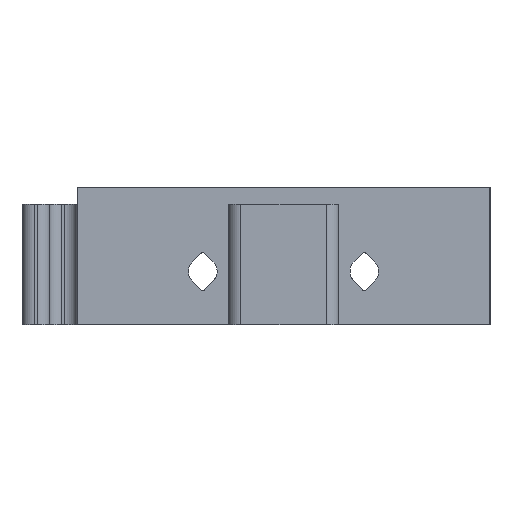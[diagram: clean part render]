
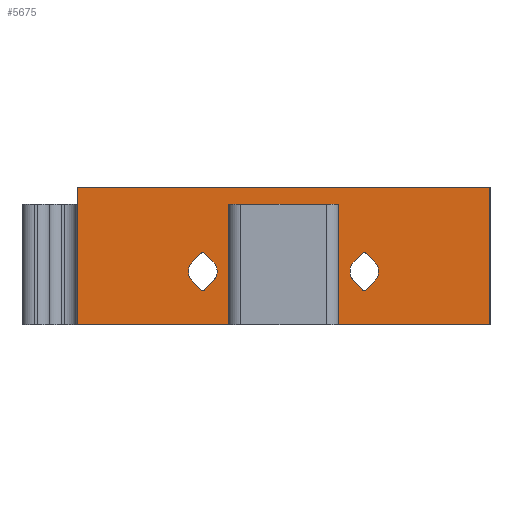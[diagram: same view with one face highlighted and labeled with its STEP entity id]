
A CAD part, left-side view. The second image highlights one B-rep face of the part: STEP entity #5675.
In plain terms, the highlighted planar face has unit normal (-1, 0, 0).
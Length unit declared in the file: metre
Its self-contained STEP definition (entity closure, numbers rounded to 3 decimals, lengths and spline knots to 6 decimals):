
#255=CIRCLE('',#6042,0.002075);
#256=CIRCLE('',#6043,0.0004);
#257=CIRCLE('',#6044,0.002075);
#258=CIRCLE('',#6045,0.0004);
#259=CIRCLE('',#6046,0.002075);
#260=CIRCLE('',#6047,0.0004);
#261=CIRCLE('',#6048,0.002075);
#262=CIRCLE('',#6049,0.0004);
#620=ORIENTED_EDGE('',*,*,#2408,.F.);
#621=ORIENTED_EDGE('',*,*,#2409,.F.);
#622=ORIENTED_EDGE('',*,*,#2410,.F.);
#623=ORIENTED_EDGE('',*,*,#2411,.F.);
#624=ORIENTED_EDGE('',*,*,#2412,.T.);
#625=ORIENTED_EDGE('',*,*,#2413,.F.);
#626=ORIENTED_EDGE('',*,*,#2414,.T.);
#627=ORIENTED_EDGE('',*,*,#2415,.F.);
#628=ORIENTED_EDGE('',*,*,#2416,.F.);
#629=ORIENTED_EDGE('',*,*,#2417,.F.);
#630=ORIENTED_EDGE('',*,*,#2418,.F.);
#631=ORIENTED_EDGE('',*,*,#2419,.F.);
#632=ORIENTED_EDGE('',*,*,#2420,.T.);
#633=ORIENTED_EDGE('',*,*,#2421,.F.);
#634=ORIENTED_EDGE('',*,*,#2422,.T.);
#635=ORIENTED_EDGE('',*,*,#2423,.F.);
#636=ORIENTED_EDGE('',*,*,#2341,.F.);
#637=ORIENTED_EDGE('',*,*,#2424,.T.);
#638=ORIENTED_EDGE('',*,*,#2286,.T.);
#639=ORIENTED_EDGE('',*,*,#2425,.T.);
#640=ORIENTED_EDGE('',*,*,#2357,.F.);
#641=ORIENTED_EDGE('',*,*,#2426,.F.);
#642=ORIENTED_EDGE('',*,*,#2427,.F.);
#643=ORIENTED_EDGE('',*,*,#2428,.T.);
#2286=EDGE_CURVE('',#3180,#3181,#3778,.F.);
#2341=EDGE_CURVE('',#3234,#3236,#3807,.F.);
#2357=EDGE_CURVE('',#3251,#3252,#3815,.F.);
#2408=EDGE_CURVE('',#3302,#3303,#3842,.T.);
#2409=EDGE_CURVE('',#3304,#3302,#255,.T.);
#2410=EDGE_CURVE('',#3305,#3304,#3843,.T.);
#2411=EDGE_CURVE('',#3306,#3305,#256,.T.);
#2412=EDGE_CURVE('',#3306,#3307,#3844,.T.);
#2413=EDGE_CURVE('',#3308,#3307,#257,.T.);
#2414=EDGE_CURVE('',#3308,#3309,#3845,.T.);
#2415=EDGE_CURVE('',#3303,#3309,#258,.T.);
#2416=EDGE_CURVE('',#3310,#3311,#3846,.T.);
#2417=EDGE_CURVE('',#3312,#3310,#259,.T.);
#2418=EDGE_CURVE('',#3313,#3312,#3847,.T.);
#2419=EDGE_CURVE('',#3314,#3313,#260,.T.);
#2420=EDGE_CURVE('',#3314,#3315,#3848,.T.);
#2421=EDGE_CURVE('',#3316,#3315,#261,.T.);
#2422=EDGE_CURVE('',#3316,#3317,#3849,.T.);
#2423=EDGE_CURVE('',#3311,#3317,#262,.T.);
#2424=EDGE_CURVE('',#3234,#3180,#3850,.T.);
#2425=EDGE_CURVE('',#3181,#3252,#3851,.T.);
#2426=EDGE_CURVE('',#3318,#3251,#3852,.T.);
#2427=EDGE_CURVE('',#3319,#3318,#3853,.F.);
#2428=EDGE_CURVE('',#3319,#3236,#3854,.F.);
#3180=VERTEX_POINT('',#7824);
#3181=VERTEX_POINT('',#7825);
#3234=VERTEX_POINT('',#7979);
#3236=VERTEX_POINT('',#7982);
#3251=VERTEX_POINT('',#8012);
#3252=VERTEX_POINT('',#8014);
#3302=VERTEX_POINT('',#8116);
#3303=VERTEX_POINT('',#8117);
#3304=VERTEX_POINT('',#8119);
#3305=VERTEX_POINT('',#8121);
#3306=VERTEX_POINT('',#8123);
#3307=VERTEX_POINT('',#8125);
#3308=VERTEX_POINT('',#8127);
#3309=VERTEX_POINT('',#8129);
#3310=VERTEX_POINT('',#8132);
#3311=VERTEX_POINT('',#8133);
#3312=VERTEX_POINT('',#8135);
#3313=VERTEX_POINT('',#8137);
#3314=VERTEX_POINT('',#8139);
#3315=VERTEX_POINT('',#8141);
#3316=VERTEX_POINT('',#8143);
#3317=VERTEX_POINT('',#8145);
#3318=VERTEX_POINT('',#8150);
#3319=VERTEX_POINT('',#8152);
#3778=LINE('',#7823,#4330);
#3807=LINE('',#7981,#4359);
#3815=LINE('',#8013,#4367);
#3842=LINE('',#8115,#4394);
#3843=LINE('',#8120,#4395);
#3844=LINE('',#8124,#4396);
#3845=LINE('',#8128,#4397);
#3846=LINE('',#8131,#4398);
#3847=LINE('',#8136,#4399);
#3848=LINE('',#8140,#4400);
#3849=LINE('',#8144,#4401);
#3850=LINE('',#8147,#4402);
#3851=LINE('',#8148,#4403);
#3852=LINE('',#8149,#4404);
#3853=LINE('',#8151,#4405);
#3854=LINE('',#8153,#4406);
#4330=VECTOR('',#6429,1.);
#4359=VECTOR('',#6466,1.);
#4367=VECTOR('',#6490,1.);
#4394=VECTOR('',#6567,1.);
#4395=VECTOR('',#6570,1.);
#4396=VECTOR('',#6573,1.);
#4397=VECTOR('',#6576,1.);
#4398=VECTOR('',#6579,1.);
#4399=VECTOR('',#6582,1.);
#4400=VECTOR('',#6585,1.);
#4401=VECTOR('',#6588,1.);
#4402=VECTOR('',#6591,1.);
#4403=VECTOR('',#6592,1.);
#4404=VECTOR('',#6593,1.);
#4405=VECTOR('',#6594,1.);
#4406=VECTOR('',#6595,1.);
#4888=EDGE_LOOP('',(#620,#621,#622,#623,#624,#625,#626,#627));
#4889=EDGE_LOOP('',(#628,#629,#630,#631,#632,#633,#634,#635));
#4890=EDGE_LOOP('',(#636,#637,#638,#639,#640,#641,#642,#643));
#5206=FACE_BOUND('',#4888,.T.);
#5207=FACE_BOUND('',#4889,.T.);
#5208=FACE_BOUND('',#4890,.T.);
#5520=PLANE('',#6041);
#5675=ADVANCED_FACE('',(#5206,#5207,#5208),#5520,.T.);
#6041=AXIS2_PLACEMENT_3D('',#8114,#6565,#6566);
#6042=AXIS2_PLACEMENT_3D('',#8118,#6568,#6569);
#6043=AXIS2_PLACEMENT_3D('',#8122,#6571,#6572);
#6044=AXIS2_PLACEMENT_3D('',#8126,#6574,#6575);
#6045=AXIS2_PLACEMENT_3D('',#8130,#6577,#6578);
#6046=AXIS2_PLACEMENT_3D('',#8134,#6580,#6581);
#6047=AXIS2_PLACEMENT_3D('',#8138,#6583,#6584);
#6048=AXIS2_PLACEMENT_3D('',#8142,#6586,#6587);
#6049=AXIS2_PLACEMENT_3D('',#8146,#6589,#6590);
#6429=DIRECTION('',(0.,-1.,0.));
#6466=DIRECTION('',(0.,-1.,0.));
#6490=DIRECTION('',(0.,-1.,0.));
#6565=DIRECTION('',(-1.,0.,0.));
#6566=DIRECTION('',(0.,-1.,0.));
#6567=DIRECTION('',(0.,-0.707,-0.707));
#6568=DIRECTION('',(-1.,0.,0.));
#6569=DIRECTION('',(0.,-1.,0.));
#6570=DIRECTION('',(0.,0.707,-0.707));
#6571=DIRECTION('',(-1.,0.,0.));
#6572=DIRECTION('',(0.,-1.,0.));
#6573=DIRECTION('',(0.,-0.707,-0.707));
#6574=DIRECTION('',(-1.,0.,0.));
#6575=DIRECTION('',(0.,-1.,0.));
#6576=DIRECTION('',(0.,0.707,-0.707));
#6577=DIRECTION('',(-1.,0.,0.));
#6578=DIRECTION('',(0.,-1.,0.));
#6579=DIRECTION('',(0.,-0.707,-0.707));
#6580=DIRECTION('',(-1.,0.,0.));
#6581=DIRECTION('',(0.,-1.,0.));
#6582=DIRECTION('',(0.,0.707,-0.707));
#6583=DIRECTION('',(-1.,0.,0.));
#6584=DIRECTION('',(0.,-1.,0.));
#6585=DIRECTION('',(0.,-0.707,-0.707));
#6586=DIRECTION('',(-1.,0.,0.));
#6587=DIRECTION('',(0.,-1.,0.));
#6588=DIRECTION('',(0.,0.707,-0.707));
#6589=DIRECTION('',(-1.,0.,0.));
#6590=DIRECTION('',(0.,-1.,0.));
#6591=DIRECTION('',(0.,0.,1.));
#6592=DIRECTION('',(0.,0.,-1.));
#6593=DIRECTION('',(0.,0.,-1.));
#6594=DIRECTION('',(0.,-1.,0.));
#6595=DIRECTION('',(0.,0.,1.));
#7823=CARTESIAN_POINT('',(1.410025,0.762111,0.38));
#7824=CARTESIAN_POINT('',(1.410025,0.51,0.38));
#7825=CARTESIAN_POINT('',(1.410025,0.57,0.38));
#7979=CARTESIAN_POINT('',(1.410025,0.51,0.36));
#7981=CARTESIAN_POINT('',(1.410025,0.462111,0.36));
#7982=CARTESIAN_POINT('',(1.410025,0.534222,0.36));
#8012=CARTESIAN_POINT('',(1.410025,0.545778,0.36));
#8013=CARTESIAN_POINT('',(1.410025,0.582111,0.36));
#8014=CARTESIAN_POINT('',(1.410025,0.57,0.36));
#8114=CARTESIAN_POINT('',(1.410025,0.762111,0.38));
#8115=CARTESIAN_POINT('',(1.410025,0.652789,0.489322));
#8116=CARTESIAN_POINT('',(1.410025,0.529734,0.366266));
#8117=CARTESIAN_POINT('',(1.410025,0.528549,0.365082));
#8118=CARTESIAN_POINT('',(1.410025,0.528267,0.367733));
#8119=CARTESIAN_POINT('',(1.410025,0.529734,0.369201));
#8120=CARTESIAN_POINT('',(1.410025,0.640523,0.258412));
#8121=CARTESIAN_POINT('',(1.410025,0.528549,0.370385));
#8122=CARTESIAN_POINT('',(1.410025,0.528267,0.370102));
#8123=CARTESIAN_POINT('',(1.410025,0.527984,0.370385));
#8124=CARTESIAN_POINT('',(1.410025,0.649855,0.492256));
#8125=CARTESIAN_POINT('',(1.410025,0.526799,0.369201));
#8126=CARTESIAN_POINT('',(1.410025,0.528267,0.367733));
#8127=CARTESIAN_POINT('',(1.410025,0.526799,0.366266));
#8128=CARTESIAN_POINT('',(1.410025,0.637588,0.255477));
#8129=CARTESIAN_POINT('',(1.410025,0.527984,0.365082));
#8130=CARTESIAN_POINT('',(1.410025,0.528267,0.365365));
#8131=CARTESIAN_POINT('',(1.410025,0.664523,0.477588));
#8132=CARTESIAN_POINT('',(1.410025,0.553201,0.366266));
#8133=CARTESIAN_POINT('',(1.410025,0.552016,0.365082));
#8134=CARTESIAN_POINT('',(1.410025,0.551733,0.367733));
#8135=CARTESIAN_POINT('',(1.410025,0.553201,0.369201));
#8136=CARTESIAN_POINT('',(1.410025,0.652256,0.270145));
#8137=CARTESIAN_POINT('',(1.410025,0.552016,0.370385));
#8138=CARTESIAN_POINT('',(1.410025,0.551733,0.370102));
#8139=CARTESIAN_POINT('',(1.410025,0.551451,0.370385));
#8140=CARTESIAN_POINT('',(1.410025,0.661588,0.480523));
#8141=CARTESIAN_POINT('',(1.410025,0.550266,0.369201));
#8142=CARTESIAN_POINT('',(1.410025,0.551733,0.367733));
#8143=CARTESIAN_POINT('',(1.410025,0.550266,0.366266));
#8144=CARTESIAN_POINT('',(1.410025,0.649322,0.267211));
#8145=CARTESIAN_POINT('',(1.410025,0.551451,0.365082));
#8146=CARTESIAN_POINT('',(1.410025,0.551733,0.365365));
#8147=CARTESIAN_POINT('',(1.410025,0.51,0.38));
#8148=CARTESIAN_POINT('',(1.410025,0.57,0.38));
#8149=CARTESIAN_POINT('',(1.410025,0.545778,0.38));
#8150=CARTESIAN_POINT('',(1.410025,0.545778,0.3775));
#8151=CARTESIAN_POINT('',(1.410025,0.462111,0.3775));
#8152=CARTESIAN_POINT('',(1.410025,0.534222,0.3775));
#8153=CARTESIAN_POINT('',(1.410025,0.534222,0.38));
